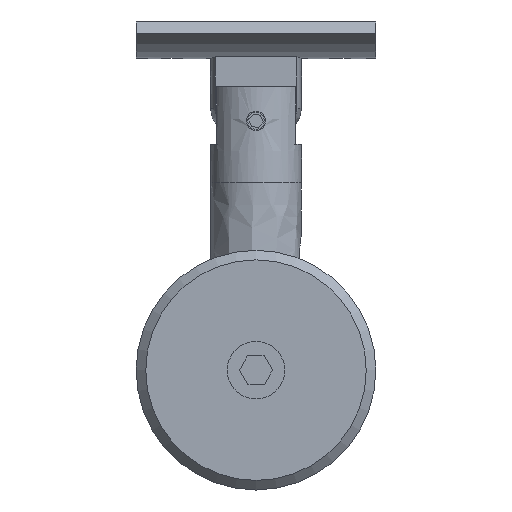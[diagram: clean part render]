
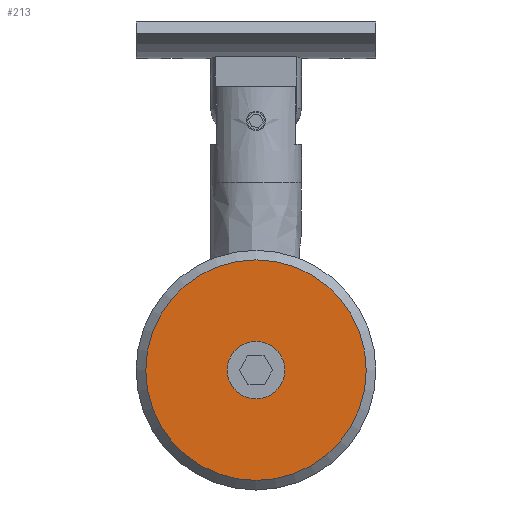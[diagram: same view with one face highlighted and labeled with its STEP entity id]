
A CAD part, left-side view. The second image highlights one B-rep face of the part: STEP entity #213.
In plain terms, the highlighted planar face has unit normal (-1, 0, 0).
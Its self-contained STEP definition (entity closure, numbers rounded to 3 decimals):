
#132=FACE_BOUND('',#403,.T.);
#133=FACE_BOUND('',#404,.T.);
#213=ADVANCED_FACE('',(#132,#133),#296,.T.);
#296=PLANE('',#1329);
#403=EDGE_LOOP('',(#536));
#404=EDGE_LOOP('',(#537));
#536=ORIENTED_EDGE('',*,*,#939,.T.);
#537=ORIENTED_EDGE('',*,*,#940,.T.);
#828=VERTEX_POINT('',#1764);
#829=VERTEX_POINT('',#1766);
#939=EDGE_CURVE('',#828,#828,#1080,.T.);
#940=EDGE_CURVE('',#829,#829,#1081,.T.);
#1080=CIRCLE('',#1327,23.);
#1081=CIRCLE('',#1328,6.);
#1327=AXIS2_PLACEMENT_3D('',#1763,#1453,#1454);
#1328=AXIS2_PLACEMENT_3D('',#1765,#1455,#1456);
#1329=AXIS2_PLACEMENT_3D('',#1767,#1457,#1458);
#1453=DIRECTION('',(-1.,0.,0.));
#1454=DIRECTION('',(0.,0.,1.));
#1455=DIRECTION('',(1.,0.,0.));
#1456=DIRECTION('',(0.,0.,-1.));
#1457=DIRECTION('',(-1.,0.,0.));
#1458=DIRECTION('',(0.,0.,1.));
#1763=CARTESIAN_POINT('',(-92.1,0.,0.));
#1764=CARTESIAN_POINT('',(-92.1,0.,23.));
#1765=CARTESIAN_POINT('',(-92.1,0.,0.));
#1766=CARTESIAN_POINT('',(-92.1,0.,-6.));
#1767=CARTESIAN_POINT('',(-92.1,0.,0.));
